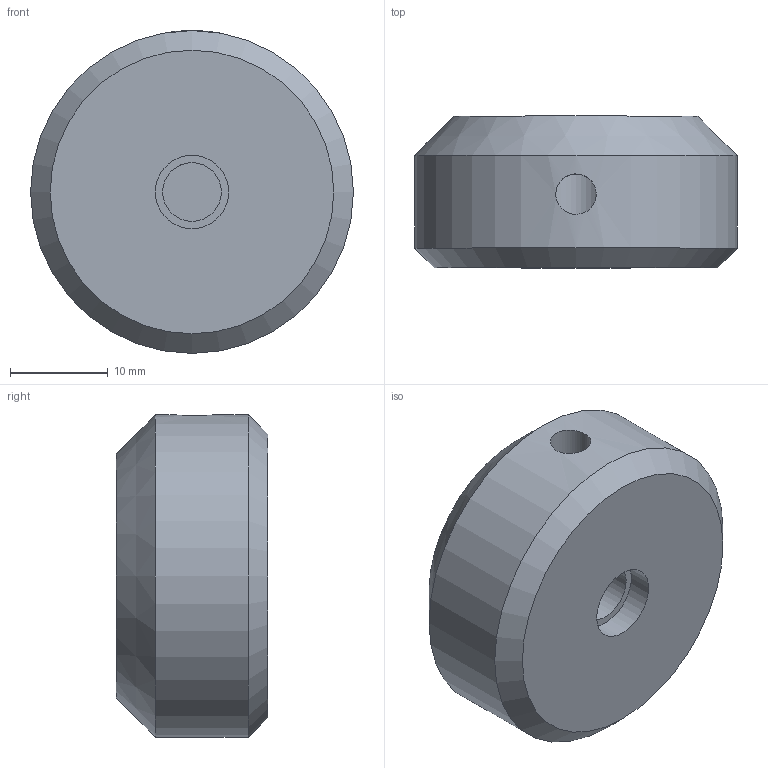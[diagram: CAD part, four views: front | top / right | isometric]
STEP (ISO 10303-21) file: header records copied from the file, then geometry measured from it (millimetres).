
FILE_DESCRIPTION(/* description */ ('RUEDA CONTROL'),/* implementation_level */ '2;1');
FILE_NAME(/* name */ 'C04H030013-control-knob.stp',/* time_stamp */ '2014-12-22T14:47:15+01:00',/* author */ ('MARCHA TECHNOLOGY'),/* organization */ ('MARCHA TECHNOLOGY'),/* preprocessor_version */ 'ST-DEVELOPER v15.6',/* originating_system */ 'Autodesk Inventor 2015',/* authorisation */ '');
FILE_SCHEMA (('CONFIG_CONTROL_DESIGN'));
Length unit declared in the file: millimetre
Products named in the file (1): C04H030013-control-knob
Bounding box: 33 x 15.5 x 33 mm (x, y, z)
Volume: 11595.7 mm3; surface area: 3376.6 mm2
Topology: 1 solids, 1 shells, 11 faces, 19 edges, 13 vertices
Faces by surface type: cylinder 4, plane 4, cone 2, sphere 1
Full cylindrical faces by diameter (mm): 4.134 x1, 6 x1, 7.5 x1, 33 x1
Entity records: 321 total; most frequent: CARTESIAN_POINT 104, DIRECTION 42, ORIENTED_EDGE 24, EDGE_LOOP 22, AXIS2_PLACEMENT_3D 21, VERTEX_POINT 12, EDGE_CURVE 12, FACE_BOUND 11
